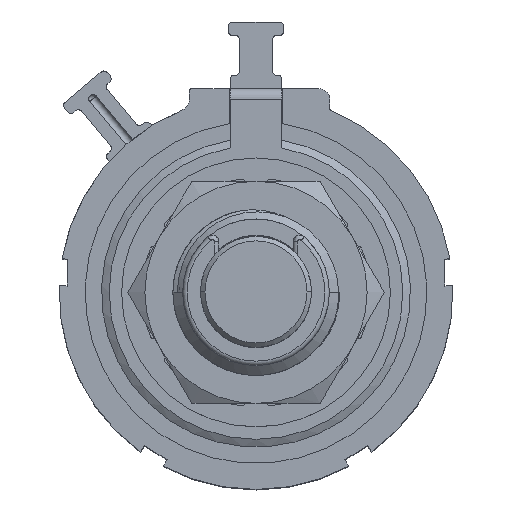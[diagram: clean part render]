
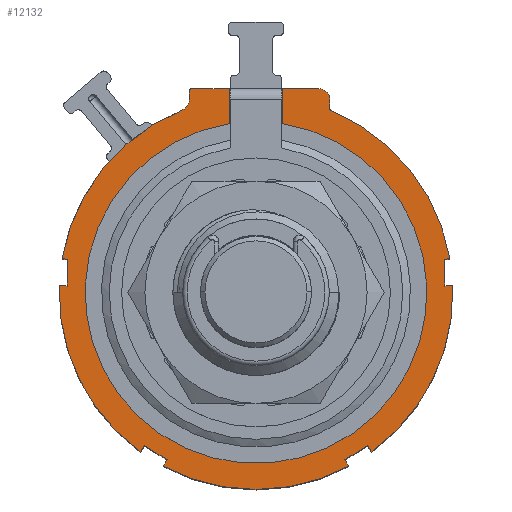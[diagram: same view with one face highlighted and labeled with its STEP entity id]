
A CAD part, top view. The second image highlights one B-rep face of the part: STEP entity #12132.
In plain terms, the highlighted planar face has unit normal (0, 0, 1).
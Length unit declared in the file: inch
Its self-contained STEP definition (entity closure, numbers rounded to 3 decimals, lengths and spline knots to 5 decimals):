
#1=DIRECTION('',(0.,-1.,0.));
#2=VECTOR('',#1,0.07921);
#3=CARTESIAN_POINT('',(-0.06,0.459,0.));
#4=LINE('',#3,#2);
#5=DIRECTION('',(0.,-1.,0.));
#6=VECTOR('',#5,0.07921);
#7=CARTESIAN_POINT('',(0.06,0.459,0.));
#8=LINE('',#7,#6);
#9=DIRECTION('',(-1.,0.,0.));
#10=VECTOR('',#9,0.08108);
#11=CARTESIAN_POINT('',(0.14108,0.459,0.));
#12=LINE('',#11,#10);
#13=CARTESIAN_POINT('',(0.14108,0.434,0.));
#14=DIRECTION('',(0.,0.,1.));
#15=DIRECTION('',(1.,0.,0.));
#16=AXIS2_PLACEMENT_3D('',#13,#14,#15);
#18=DIRECTION('',(0.,1.,0.));
#19=VECTOR('',#18,0.01995);
#20=CARTESIAN_POINT('',(0.16608,0.41405,0.));
#21=LINE('',#20,#19);
#22=CARTESIAN_POINT('',(0.17108,0.41405,0.));
#23=DIRECTION('',(0.,0.,-1.));
#24=DIRECTION('',(-0.382,-0.924,0.));
#25=AXIS2_PLACEMENT_3D('',#22,#23,#24);
#27=CARTESIAN_POINT('',(0.,0.,0.));
#28=DIRECTION('',(0.,0.,1.));
#29=DIRECTION('',(0.985,0.172,0.));
#30=AXIS2_PLACEMENT_3D('',#27,#28,#29);
#32=DIRECTION('',(0.995,0.105,0.));
#33=VECTOR('',#32,0.01149);
#34=CARTESIAN_POINT('',(0.425,0.07483,0.));
#35=LINE('',#34,#33);
#36=DIRECTION('',(0.,1.,0.));
#37=VECTOR('',#36,0.06033);
#38=CARTESIAN_POINT('',(0.425,0.0145,0.));
#39=LINE('',#38,#37);
#40=DIRECTION('',(-0.995,-0.105,0.));
#41=VECTOR('',#40,0.0178);
#42=CARTESIAN_POINT('',(0.4427,0.01636,0.));
#43=LINE('',#42,#41);
#44=CARTESIAN_POINT('',(0.,0.,0.));
#45=DIRECTION('',(0.,0.,1.));
#46=DIRECTION('',(0.586,-0.81,0.));
#47=AXIS2_PLACEMENT_3D('',#44,#45,#46);
#49=DIRECTION('',(0.53,-0.848,0.));
#50=VECTOR('',#49,0.01698);
#51=CARTESIAN_POINT('',(0.25066,-0.34452,0.));
#52=LINE('',#51,#50);
#53=DIRECTION('',(0.848,0.53,0.));
#54=VECTOR('',#53,0.06);
#55=CARTESIAN_POINT('',(0.19977,-0.37632,0.));
#56=LINE('',#55,#54);
#57=DIRECTION('',(-0.53,0.848,0.));
#58=VECTOR('',#57,0.01698);
#59=CARTESIAN_POINT('',(0.20877,-0.39072,0.));
#60=LINE('',#59,#58);
#61=CARTESIAN_POINT('',(0.,0.,0.));
#62=DIRECTION('',(0.,0.,1.));
#63=DIRECTION('',(-0.471,-0.882,0.));
#64=AXIS2_PLACEMENT_3D('',#61,#62,#63);
#66=DIRECTION('',(0.53,0.848,0.));
#67=VECTOR('',#66,0.01698);
#68=CARTESIAN_POINT('',(-0.20877,-0.39072,0.));
#69=LINE('',#68,#67);
#70=DIRECTION('',(-0.848,0.53,0.));
#71=VECTOR('',#70,0.06);
#72=CARTESIAN_POINT('',(-0.19977,-0.37632,0.));
#73=LINE('',#72,#71);
#74=DIRECTION('',(-0.53,-0.848,0.));
#75=VECTOR('',#74,0.01698);
#76=CARTESIAN_POINT('',(-0.25066,-0.34452,0.));
#77=LINE('',#76,#75);
#78=CARTESIAN_POINT('',(0.,0.,0.));
#79=DIRECTION('',(0.,0.,1.));
#80=DIRECTION('',(-0.999,0.037,0.));
#81=AXIS2_PLACEMENT_3D('',#78,#79,#80);
#83=DIRECTION('',(0.995,-0.105,0.));
#84=VECTOR('',#83,0.0178);
#85=CARTESIAN_POINT('',(-0.4427,0.01636,0.));
#86=LINE('',#85,#84);
#87=DIRECTION('',(0.,1.,0.));
#88=VECTOR('',#87,0.06033);
#89=CARTESIAN_POINT('',(-0.425,0.0145,0.));
#90=LINE('',#89,#88);
#91=DIRECTION('',(-0.995,0.105,0.));
#92=VECTOR('',#91,0.01149);
#93=CARTESIAN_POINT('',(-0.425,0.07483,0.));
#94=LINE('',#93,#92);
#95=CARTESIAN_POINT('',(0.,0.,0.));
#96=DIRECTION('',(0.,0.,1.));
#97=DIRECTION('',(-0.374,0.927,0.));
#98=AXIS2_PLACEMENT_3D('',#95,#96,#97);
#100=CARTESIAN_POINT('',(-0.175,0.43405,0.));
#101=DIRECTION('',(0.,0.,-1.));
#102=DIRECTION('',(1.,0.,0.));
#103=AXIS2_PLACEMENT_3D('',#100,#101,#102);
#105=DIRECTION('',(0.,-1.,0.));
#106=VECTOR('',#105,0.01995);
#107=CARTESIAN_POINT('',(-0.15,0.454,0.));
#108=LINE('',#107,#106);
#109=CARTESIAN_POINT('',(-0.145,0.454,0.));
#110=DIRECTION('',(0.,0.,1.));
#111=DIRECTION('',(0.,1.,0.));
#112=AXIS2_PLACEMENT_3D('',#109,#110,#111);
#114=DIRECTION('',(-1.,0.,0.));
#115=VECTOR('',#114,0.085);
#116=CARTESIAN_POINT('',(-0.06,0.459,0.));
#117=LINE('',#116,#115);
#147=CARTESIAN_POINT('',(0.,0.,0.));
#148=DIRECTION('',(0.,0.,-1.));
#149=DIRECTION('',(0.156,0.988,0.));
#150=AXIS2_PLACEMENT_3D('',#147,#148,#149);
#10413=CARTESIAN_POINT('',(-0.145,0.459,0.));
#10414=CARTESIAN_POINT('',(-0.15,0.454,0.));
#10415=VERTEX_POINT('',#10413);
#10416=VERTEX_POINT('',#10414);
#10417=CARTESIAN_POINT('',(-0.15,0.43405,0.));
#10418=VERTEX_POINT('',#10417);
#10419=CARTESIAN_POINT('',(-0.16565,0.41086,0.));
#10420=VERTEX_POINT('',#10419);
#10421=CARTESIAN_POINT('',(0.16917,0.40943,0.));
#10422=CARTESIAN_POINT('',(0.16608,0.41405,0.));
#10423=VERTEX_POINT('',#10421);
#10424=VERTEX_POINT('',#10422);
#10425=CARTESIAN_POINT('',(0.16608,0.434,0.));
#10426=VERTEX_POINT('',#10425);
#10427=CARTESIAN_POINT('',(0.14108,0.459,0.));
#10428=VERTEX_POINT('',#10427);
#10445=CARTESIAN_POINT('',(-0.4427,0.01636,0.));
#10446=CARTESIAN_POINT('',(-0.425,0.0145,0.));
#10447=VERTEX_POINT('',#10445);
#10448=VERTEX_POINT('',#10446);
#10449=CARTESIAN_POINT('',(-0.425,0.07483,0.));
#10450=VERTEX_POINT('',#10449);
#10451=CARTESIAN_POINT('',(-0.43643,0.07604,0.));
#10452=VERTEX_POINT('',#10451);
#10453=CARTESIAN_POINT('',(-0.20877,-0.39072,0.));
#10454=CARTESIAN_POINT('',(-0.19977,-0.37632,0.));
#10455=VERTEX_POINT('',#10453);
#10456=VERTEX_POINT('',#10454);
#10457=CARTESIAN_POINT('',(-0.25066,-0.34452,0.));
#10458=VERTEX_POINT('',#10457);
#10459=CARTESIAN_POINT('',(-0.25966,-0.35893,0.));
#10460=VERTEX_POINT('',#10459);
#10477=CARTESIAN_POINT('',(0.4427,0.01636,0.));
#10478=CARTESIAN_POINT('',(0.425,0.0145,0.));
#10479=VERTEX_POINT('',#10477);
#10480=VERTEX_POINT('',#10478);
#10481=CARTESIAN_POINT('',(0.425,0.07483,0.));
#10482=VERTEX_POINT('',#10481);
#10483=CARTESIAN_POINT('',(0.43643,0.07604,0.));
#10484=VERTEX_POINT('',#10483);
#10485=CARTESIAN_POINT('',(0.20877,-0.39072,0.));
#10486=CARTESIAN_POINT('',(0.19977,-0.37632,0.));
#10487=VERTEX_POINT('',#10485);
#10488=VERTEX_POINT('',#10486);
#10489=CARTESIAN_POINT('',(0.25066,-0.34452,0.));
#10490=VERTEX_POINT('',#10489);
#10491=CARTESIAN_POINT('',(0.25966,-0.35893,0.));
#10492=VERTEX_POINT('',#10491);
#10529=CARTESIAN_POINT('',(-0.06,0.459,0.));
#10530=CARTESIAN_POINT('',(-0.06,0.37979,0.));
#10531=VERTEX_POINT('',#10529);
#10532=VERTEX_POINT('',#10530);
#10533=CARTESIAN_POINT('',(0.06,0.459,0.));
#10534=CARTESIAN_POINT('',(0.06,0.37979,0.));
#10535=VERTEX_POINT('',#10533);
#10536=VERTEX_POINT('',#10534);
#12069=CARTESIAN_POINT('',(0.,0.,0.));
#12070=DIRECTION('',(0.,0.,1.));
#12071=DIRECTION('',(1.,0.,0.));
#12072=AXIS2_PLACEMENT_3D('',#12069,#12070,#12071);
#12073=PLANE('',#12072);
#12075=ORIENTED_EDGE('',*,*,#12074,.T.);
#12077=ORIENTED_EDGE('',*,*,#12076,.F.);
#12079=ORIENTED_EDGE('',*,*,#12078,.F.);
#12081=ORIENTED_EDGE('',*,*,#12080,.F.);
#12083=ORIENTED_EDGE('',*,*,#12082,.F.);
#12085=ORIENTED_EDGE('',*,*,#12084,.F.);
#12087=ORIENTED_EDGE('',*,*,#12086,.F.);
#12089=ORIENTED_EDGE('',*,*,#12088,.F.);
#12091=ORIENTED_EDGE('',*,*,#12090,.F.);
#12093=ORIENTED_EDGE('',*,*,#12092,.F.);
#12095=ORIENTED_EDGE('',*,*,#12094,.F.);
#12097=ORIENTED_EDGE('',*,*,#12096,.F.);
#12099=ORIENTED_EDGE('',*,*,#12098,.F.);
#12101=ORIENTED_EDGE('',*,*,#12100,.F.);
#12103=ORIENTED_EDGE('',*,*,#12102,.F.);
#12105=ORIENTED_EDGE('',*,*,#12104,.F.);
#12107=ORIENTED_EDGE('',*,*,#12106,.T.);
#12109=ORIENTED_EDGE('',*,*,#12108,.T.);
#12111=ORIENTED_EDGE('',*,*,#12110,.T.);
#12113=ORIENTED_EDGE('',*,*,#12112,.F.);
#12115=ORIENTED_EDGE('',*,*,#12114,.T.);
#12117=ORIENTED_EDGE('',*,*,#12116,.T.);
#12119=ORIENTED_EDGE('',*,*,#12118,.T.);
#12121=ORIENTED_EDGE('',*,*,#12120,.F.);
#12123=ORIENTED_EDGE('',*,*,#12122,.F.);
#12125=ORIENTED_EDGE('',*,*,#12124,.F.);
#12127=ORIENTED_EDGE('',*,*,#12126,.F.);
#12129=ORIENTED_EDGE('',*,*,#12128,.F.);
#12130=EDGE_LOOP('',(#12075,#12077,#12079,#12081,#12083,#12085,#12087,#12089,
#12091,#12093,#12095,#12097,#12099,#12101,#12103,#12105,#12107,#12109,#12111,
#12113,#12115,#12117,#12119,#12121,#12123,#12125,#12127,#12129));
#12131=FACE_OUTER_BOUND('',#12130,.F.);
#12132=ADVANCED_FACE('',(#12131),#12073,.T.);
#17=CIRCLE('',#16,0.025);
#26=CIRCLE('',#25,0.005);
#31=CIRCLE('',#30,0.443);
#48=CIRCLE('',#47,0.443);
#65=CIRCLE('',#64,0.443);
#82=CIRCLE('',#81,0.443);
#99=CIRCLE('',#98,0.443);
#104=CIRCLE('',#103,0.025);
#113=CIRCLE('',#112,0.005);
#151=CIRCLE('',#150,0.3845);
#12074=EDGE_CURVE('',#10531,#10532,#4,.T.);
#12076=EDGE_CURVE('',#10536,#10532,#151,.T.);
#12078=EDGE_CURVE('',#10535,#10536,#8,.T.);
#12080=EDGE_CURVE('',#10428,#10535,#12,.T.);
#12082=EDGE_CURVE('',#10426,#10428,#17,.T.);
#12084=EDGE_CURVE('',#10424,#10426,#21,.T.);
#12086=EDGE_CURVE('',#10423,#10424,#26,.T.);
#12088=EDGE_CURVE('',#10484,#10423,#31,.T.);
#12090=EDGE_CURVE('',#10482,#10484,#35,.T.);
#12092=EDGE_CURVE('',#10480,#10482,#39,.T.);
#12094=EDGE_CURVE('',#10479,#10480,#43,.T.);
#12096=EDGE_CURVE('',#10492,#10479,#48,.T.);
#12098=EDGE_CURVE('',#10490,#10492,#52,.T.);
#12100=EDGE_CURVE('',#10488,#10490,#56,.T.);
#12102=EDGE_CURVE('',#10487,#10488,#60,.T.);
#12104=EDGE_CURVE('',#10455,#10487,#65,.T.);
#12106=EDGE_CURVE('',#10455,#10456,#69,.T.);
#12108=EDGE_CURVE('',#10456,#10458,#73,.T.);
#12110=EDGE_CURVE('',#10458,#10460,#77,.T.);
#12112=EDGE_CURVE('',#10447,#10460,#82,.T.);
#12114=EDGE_CURVE('',#10447,#10448,#86,.T.);
#12116=EDGE_CURVE('',#10448,#10450,#90,.T.);
#12118=EDGE_CURVE('',#10450,#10452,#94,.T.);
#12120=EDGE_CURVE('',#10420,#10452,#99,.T.);
#12122=EDGE_CURVE('',#10418,#10420,#104,.T.);
#12124=EDGE_CURVE('',#10416,#10418,#108,.T.);
#12126=EDGE_CURVE('',#10415,#10416,#113,.T.);
#12128=EDGE_CURVE('',#10531,#10415,#117,.T.);
